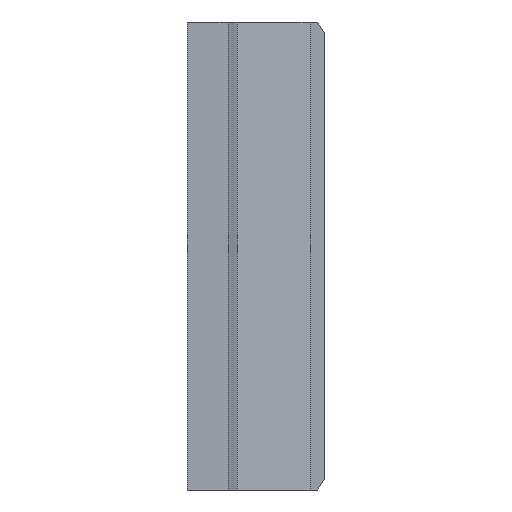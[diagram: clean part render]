
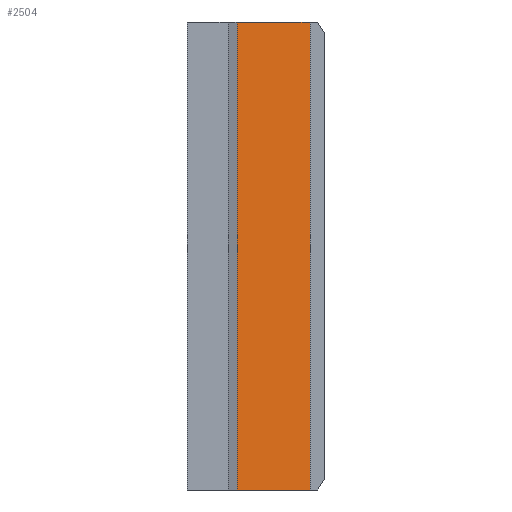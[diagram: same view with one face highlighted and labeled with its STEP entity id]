
A CAD part, left-side view. The second image highlights one B-rep face of the part: STEP entity #2504.
In plain terms, the highlighted planar face has unit normal (-0.763, -0.647, 0).
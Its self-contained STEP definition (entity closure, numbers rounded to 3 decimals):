
#178 = EDGE_CURVE ( 'NONE', #1797, #977, #2644, .T. ) ;
#386 = CARTESIAN_POINT ( 'NONE',  ( -20.285, 4.251, 20. ) ) ;
#443 = ORIENTED_EDGE ( 'NONE', *, *, #2799, .T. ) ;
#445 = VERTEX_POINT ( 'NONE', #2546 ) ;
#511 = DIRECTION ( 'NONE',  ( 0., 0., -1. ) ) ;
#521 = LINE ( 'NONE', #2555, #1640 ) ;
#554 = ORIENTED_EDGE ( 'NONE', *, *, #746, .F. ) ;
#586 = CARTESIAN_POINT ( 'NONE',  ( -20.285, 4.251, -18.3 ) ) ;
#726 = DIRECTION ( 'NONE',  ( -0.647, 0.763, 0. ) ) ;
#746 = EDGE_CURVE ( 'NONE', #445, #1367, #1072, .T. ) ;
#797 = EDGE_LOOP ( 'NONE', ( #554, #2147, #2911, #443 ) ) ;
#821 = CARTESIAN_POINT ( 'NONE',  ( -15., -1.984, 20. ) ) ;
#827 = CARTESIAN_POINT ( 'NONE',  ( -20.285, 4.251, -18.3 ) ) ;
#963 = VECTOR ( 'NONE', #1443, 1000. ) ;
#977 = VERTEX_POINT ( 'NONE', #386 ) ;
#985 = EDGE_CURVE ( 'NONE', #1797, #445, #521, .T. ) ;
#1067 = DIRECTION ( 'NONE',  ( 0.647, -0.763, 0. ) ) ;
#1072 = LINE ( 'NONE', #1139, #2073 ) ;
#1139 = CARTESIAN_POINT ( 'NONE',  ( -20.285, 4.251, -20. ) ) ;
#1179 = CARTESIAN_POINT ( 'NONE',  ( -20.285, 4.251, -20. ) ) ;
#1367 = VERTEX_POINT ( 'NONE', #1179 ) ;
#1422 = CARTESIAN_POINT ( 'NONE',  ( -20.285, 4.251, 20. ) ) ;
#1443 = DIRECTION ( 'NONE',  ( -0.647, 0.763, 0. ) ) ;
#1447 = FACE_OUTER_BOUND ( 'NONE', #797, .T. ) ;
#1617 = DIRECTION ( 'NONE',  ( -0.763, -0.647, 0. ) ) ;
#1640 = VECTOR ( 'NONE', #1828, 1000. ) ;
#1778 = VECTOR ( 'NONE', #511, 1000. ) ;
#1797 = VERTEX_POINT ( 'NONE', #821 ) ;
#1828 = DIRECTION ( 'NONE',  ( 0., 0., -1. ) ) ;
#2073 = VECTOR ( 'NONE', #726, 1000. ) ;
#2147 = ORIENTED_EDGE ( 'NONE', *, *, #985, .F. ) ;
#2468 = AXIS2_PLACEMENT_3D ( 'NONE', #586, #1617, #1067 ) ;
#2504 = ADVANCED_FACE ( 'NONE', ( #1447 ), #2534, .T. ) ;
#2534 = PLANE ( 'NONE',  #2468 ) ;
#2546 = CARTESIAN_POINT ( 'NONE',  ( -15., -1.984, -20. ) ) ;
#2555 = CARTESIAN_POINT ( 'NONE',  ( -15., -1.984, -18.3 ) ) ;
#2644 = LINE ( 'NONE', #1422, #963 ) ;
#2799 = EDGE_CURVE ( 'NONE', #977, #1367, #2869, .T. ) ;
#2869 = LINE ( 'NONE', #827, #1778 ) ;
#2911 = ORIENTED_EDGE ( 'NONE', *, *, #178, .T. ) ;
